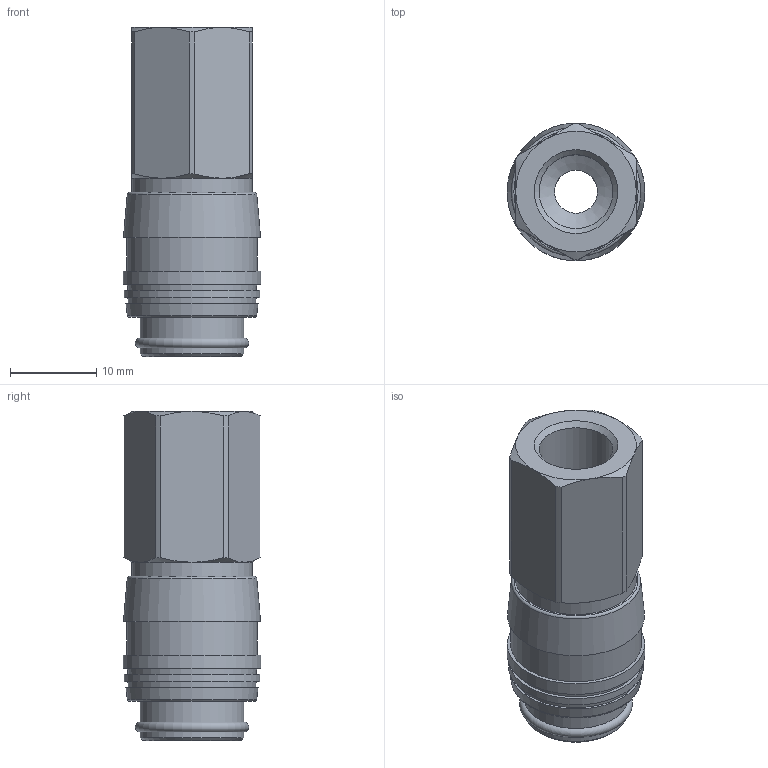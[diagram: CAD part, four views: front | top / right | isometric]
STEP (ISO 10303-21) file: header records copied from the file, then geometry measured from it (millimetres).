
FILE_DESCRIPTION(/* description */ ('STEP AP214'),/* implementation_level */ '2;1');
FILE_NAME(/* name */ '531627_KD3-1_8-I',/* time_stamp */ '2024-08-28T06:29:29+02:00',/* author */ ('License CC BY-ND 4.0'),/* organization */ ('CADENAS'),/* preprocessor_version */ 'ST-DEVELOPER v19.3',/* originating_system */ 'PARTsolutions',/* authorisation */ ' ');
FILE_SCHEMA (('AUTOMOTIVE_DESIGN {1 0 10303 214 3 1 1}'));
Length unit declared in the file: millimetre
Products named in the file (1): 531627 KD3-1/8-I
Bounding box: 16 x 16 x 38.2 mm (x, y, z)
Volume: 3846.9 mm3; surface area: 3453.5 mm2
Topology: 1 solids, 1 shells, 57 faces, 115 edges, 69 vertices
Faces by surface type: cone 17, plane 17, cylinder 15, torus 8
Full cylindrical faces by diameter (mm): 5 x1, 8.566 x1, 9 x1, 12 x2, 14 x2, 15.7 x1, 16 x1
Entity records: 1420 total; most frequent: CARTESIAN_POINT 290, DIRECTION 240, ORIENTED_EDGE 184, AXIS2_PLACEMENT_3D 114, EDGE_CURVE 92, EDGE_LOOP 90, FACE_BOUND 90, VERTEX_POINT 68
